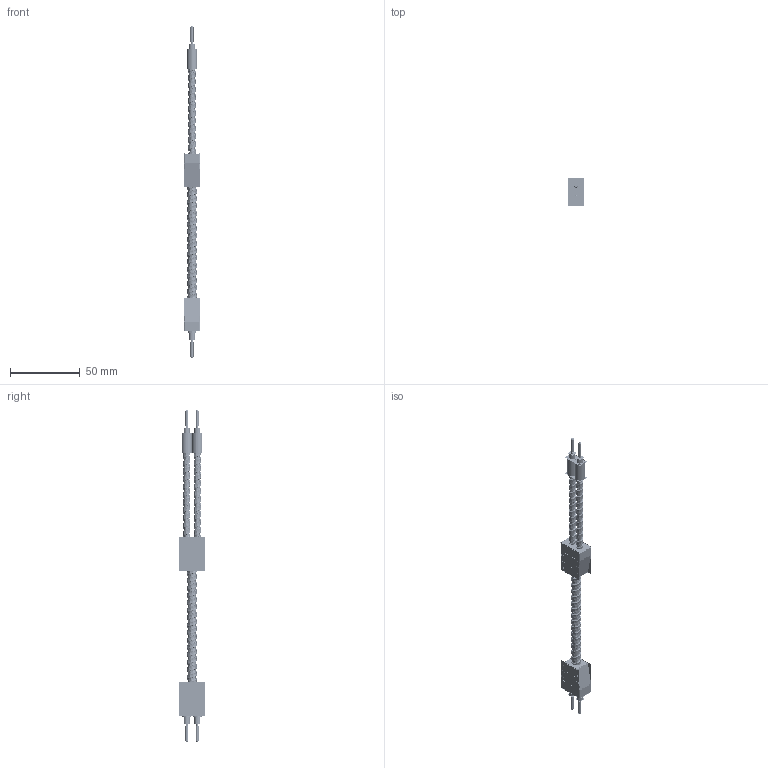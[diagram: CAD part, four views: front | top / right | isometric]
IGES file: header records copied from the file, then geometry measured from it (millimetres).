
Start section:  PTC IGES file: 193355.igs
Global section: file name: 193355.igs; native system: Creo Parametric by Parametric Technology Corporation; preprocessor: 2013230; author: pdmadmin; organization: Unknown; date: 20160302.093823; units: millimetre
Bounding box: 11.89 x 19.81 x 238.41 mm (x, y, z)
Volume: 11580 mm3; surface area: 87917.7 mm2
Topology: 13 solids, 15 shells, 2532 faces, 12772 edges, 15908 vertices
Faces by surface type: bspline 1612, revolution 920
